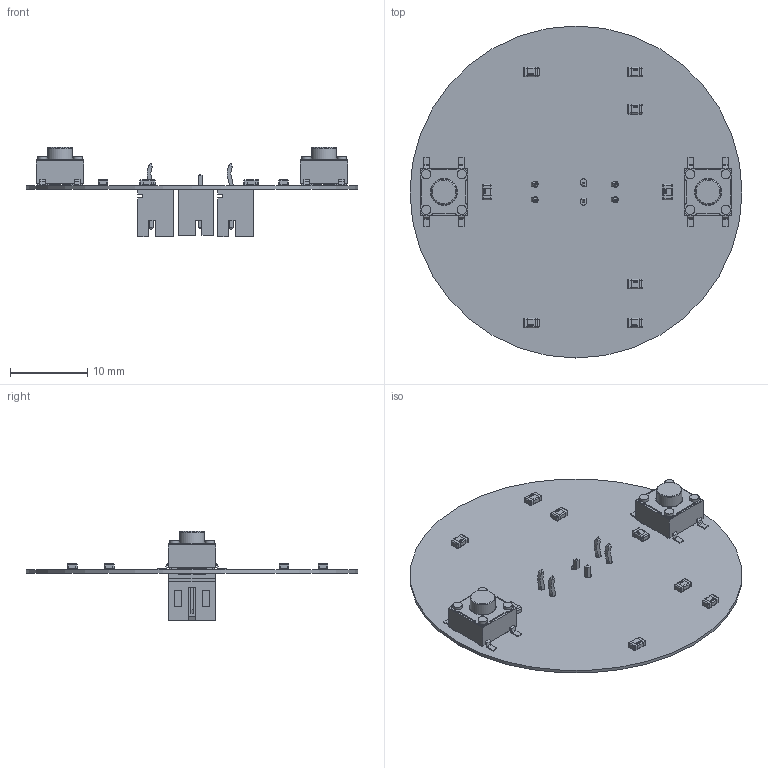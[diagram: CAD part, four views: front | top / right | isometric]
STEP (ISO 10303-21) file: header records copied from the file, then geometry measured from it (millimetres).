
FILE_DESCRIPTION(('Open CASCADE Model'),'2;1');
FILE_NAME('Open CASCADE Shape Model','2020-11-28T16:33:32',('Author'),( 'Open CASCADE'),'Open CASCADE STEP processor 6.8','Open CASCADE 6.8' ,'Unknown');
FILE_SCHEMA(('AUTOMOTIVE_DESIGN { 1 0 10303 214 1 1 1 1 }'));
Length unit declared in the file: millimetre
Products named in the file (22): PCB; Board; C3; 0805_SMD_Capacitor; C2; C1; User_Library-PCB_HEADER_(JST_BxB-PH-K-S_(VERTICAL)); J1; 62000211622; Pin1; J2; R6; SW3dPS-0805_SMD_Resistor; R5; R4; R3; R2; R1; SW2; 4301x20508x6; SW1
Assembly tree (30 placements, depth 4):
  PCB
    Board
    C3
      0805_SMD_Capacitor
    C2
      0805_SMD_Capacitor
    C1
      User_Library-PCB_HEADER_(JST_BxB-PH-K-S_(VERTICAL))
    J1
      62000211622
        62000211622
        Pin1  x2
    J2
      62000211622
        62000211622
        Pin1  x2
    R6
      SW3dPS-0805_SMD_Resistor
    R5
      SW3dPS-0805_SMD_Resistor
    R4
      SW3dPS-0805_SMD_Resistor
    R3
      SW3dPS-0805_SMD_Resistor
    R2
      SW3dPS-0805_SMD_Resistor
    R1
      SW3dPS-0805_SMD_Resistor
    SW2
      4301x20508x6
    SW1
      4301x20508x6
Bounding box: 43 x 43 x 11.55 mm (x, y, z)
Volume: 1147.6 mm3; surface area: 4314.5 mm2
Topology: 18 solids, 18 shells, 1297 faces, 3263 edges, 2004 vertices
Faces by surface type: plane 682, bspline 280, cylinder 267, sphere 64, torus 4
Full cylindrical faces by diameter (mm): 0.8 x4, 0.864 x2, 1.2 x8, 3.25 x2, 3.5 x2, 43 x1
Entity records: 51464 total; most frequent: CARTESIAN_POINT 24541, DIRECTION 3886, LINE 2572, VECTOR 2572, ORIENTED_EDGE 2450, PCURVE 2450, DEFINITIONAL_REPRESENTATION 2450, EDGE_CURVE 1225
